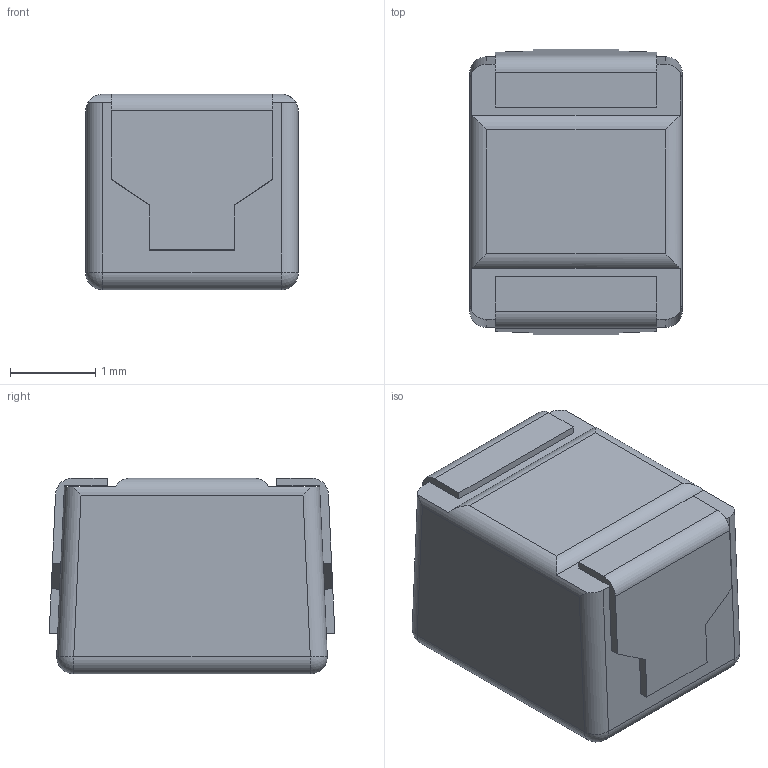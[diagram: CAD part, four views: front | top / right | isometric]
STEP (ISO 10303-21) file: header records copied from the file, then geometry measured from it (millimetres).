
FILE_DESCRIPTION((''),'2;1');
FILE_NAME('CM322522','2012-08-21T',('ryans'),('Bourns, Inc.'),'PRO/ENGINEER BY PARAMETRIC TECHNOLOGY CORPORATION, 2010100','PRO/ENGINEER BY PARAMETRIC TECHNOLOGY CORPORATION, 2010100','');
FILE_SCHEMA(('CONFIG_CONTROL_DESIGN'));
Length unit declared in the file: millimetre
Products named in the file (1): CM322522
Bounding box: 2.5 x 3.36 x 2.3 mm (x, y, z)
Volume: 18 mm3; surface area: 44.3 mm2
Topology: 1 solids, 1 shells, 50 faces, 128 edges, 80 vertices
Faces by surface type: plane 32, cylinder 14, sphere 4
Entity records: 1587 total; most frequent: CARTESIAN_POINT 351, ORIENTED_EDGE 256, DIRECTION 232, EDGE_CURVE 128, VECTOR 100, LINE 100, VERTEX_POINT 80, AXIS2_PLACEMENT_3D 66
